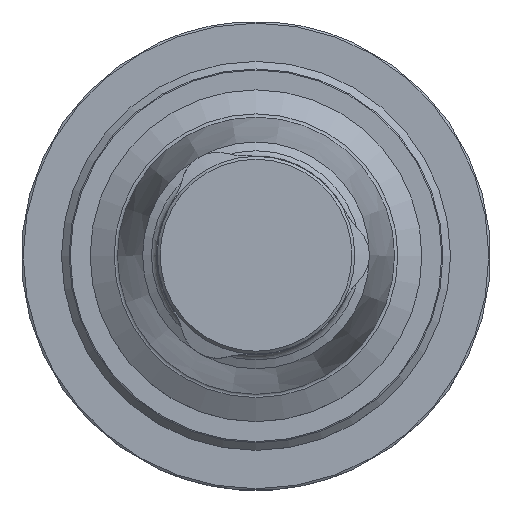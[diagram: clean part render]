
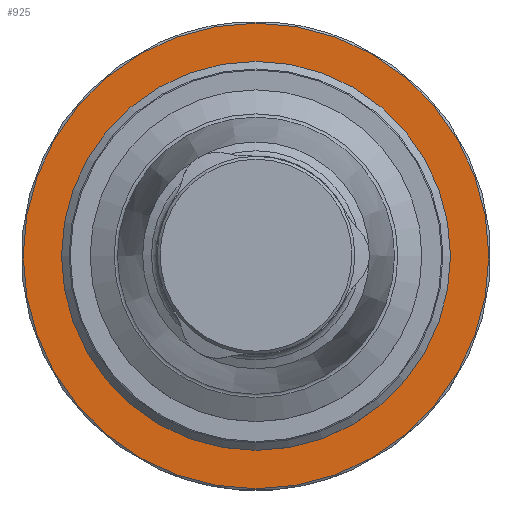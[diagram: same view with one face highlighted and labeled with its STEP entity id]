
A CAD part, top view. The second image highlights one B-rep face of the part: STEP entity #925.
In plain terms, the highlighted planar face has unit normal (0, 0, 1).
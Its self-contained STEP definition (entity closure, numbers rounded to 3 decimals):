
#100=PLANE('',#1035);
#144=CIRCLE('',#1034,33.65);
#145=CIRCLE('',#1036,40.7);
#302=ORIENTED_EDGE('',*,*,#481,.T.);
#303=ORIENTED_EDGE('',*,*,#482,.F.);
#481=EDGE_CURVE('',#589,#589,#144,.T.);
#482=EDGE_CURVE('',#590,#590,#145,.T.);
#589=VERTEX_POINT('',#1642);
#590=VERTEX_POINT('',#1645);
#732=EDGE_LOOP('',(#302));
#733=EDGE_LOOP('',(#303));
#827=FACE_BOUND('',#732,.T.);
#828=FACE_BOUND('',#733,.T.);
#925=ADVANCED_FACE('',(#827,#828),#100,.F.);
#1034=AXIS2_PLACEMENT_3D('',#1641,#1236,#1237);
#1035=AXIS2_PLACEMENT_3D('',#1643,#1238,#1239);
#1036=AXIS2_PLACEMENT_3D('',#1644,#1240,#1241);
#1236=DIRECTION('',(0.,0.,-1.));
#1237=DIRECTION('',(-1.,0.,0.));
#1238=DIRECTION('',(0.,0.,-1.));
#1239=DIRECTION('',(-1.,0.,0.));
#1240=DIRECTION('',(0.,0.,-1.));
#1241=DIRECTION('',(-1.,0.,0.));
#1641=CARTESIAN_POINT('',(0.,0.,-1.));
#1642=CARTESIAN_POINT('',(-33.65,0.,-1.));
#1643=CARTESIAN_POINT('',(-33.65,0.,-1.));
#1644=CARTESIAN_POINT('',(0.,0.,-1.));
#1645=CARTESIAN_POINT('',(-40.7,0.,-1.));
